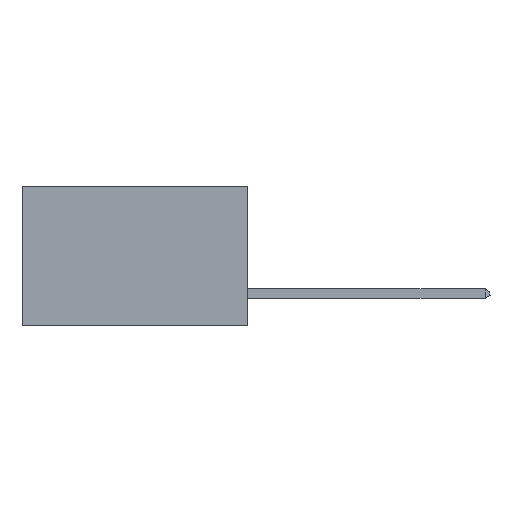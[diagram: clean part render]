
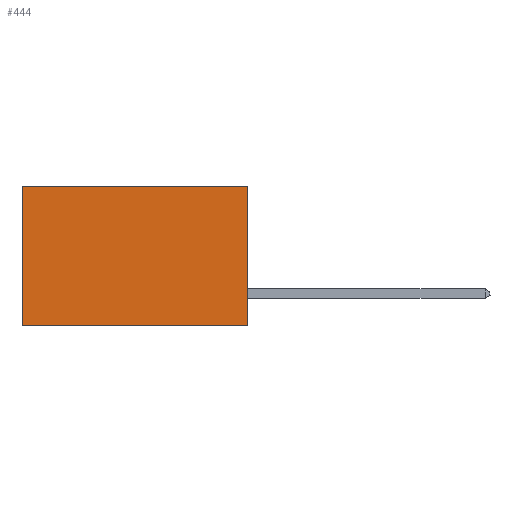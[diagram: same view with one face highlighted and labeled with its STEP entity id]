
A CAD part, left-side view. The second image highlights one B-rep face of the part: STEP entity #444.
In plain terms, the highlighted planar face has unit normal (-1, 0, 0).
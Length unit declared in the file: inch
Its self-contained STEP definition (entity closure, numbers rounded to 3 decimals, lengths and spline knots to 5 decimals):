
#356 = LINE ( 'NONE', #3468, #8430 ) ;
#444 = ADVANCED_FACE ( 'NONE', ( #2153 ), #9854, .F. ) ;
#545 = VERTEX_POINT ( 'NONE', #8309 ) ;
#966 = VECTOR ( 'NONE', #9546, 39.37008 ) ;
#1541 = EDGE_CURVE ( 'NONE', #545, #5828, #4711, .T. ) ;
#1727 = DIRECTION ( 'NONE',  ( 0., 1., 0. ) ) ;
#2153 = FACE_OUTER_BOUND ( 'NONE', #7077, .T. ) ;
#2295 = DIRECTION ( 'NONE',  ( 0., 0., -1. ) ) ;
#2413 = DIRECTION ( 'NONE',  ( 0., 0., -1. ) ) ;
#2621 = DIRECTION ( 'NONE',  ( 0., 1., 0. ) ) ;
#2959 = ORIENTED_EDGE ( 'NONE', *, *, #1541, .F. ) ;
#3018 = VECTOR ( 'NONE', #2295, 39.37008 ) ;
#3468 = CARTESIAN_POINT ( 'NONE',  ( 0.298, 0., 0. ) ) ;
#3685 = VERTEX_POINT ( 'NONE', #8632 ) ;
#3831 = ORIENTED_EDGE ( 'NONE', *, *, #9021, .T. ) ;
#3862 = EDGE_CURVE ( 'NONE', #5828, #3685, #7672, .T. ) ;
#4175 = ORIENTED_EDGE ( 'NONE', *, *, #3862, .F. ) ;
#4252 = VERTEX_POINT ( 'NONE', #9511 ) ;
#4430 = CARTESIAN_POINT ( 'NONE',  ( 0.298, 0., 0. ) ) ;
#4711 = LINE ( 'NONE', #8004, #966 ) ;
#5471 = CARTESIAN_POINT ( 'NONE',  ( 0.298, 0., -0.37 ) ) ;
#5711 = AXIS2_PLACEMENT_3D ( 'NONE', #4430, #6272, #2413 ) ;
#5828 = VERTEX_POINT ( 'NONE', #5471 ) ;
#6122 = EDGE_CURVE ( 'NONE', #545, #4252, #356, .T. ) ;
#6272 = DIRECTION ( 'NONE',  ( 1., 0., 0. ) ) ;
#7077 = EDGE_LOOP ( 'NONE', ( #3831, #4175, #2959, #7193 ) ) ;
#7193 = ORIENTED_EDGE ( 'NONE', *, *, #6122, .T. ) ;
#7491 = LINE ( 'NONE', #8681, #3018 ) ;
#7672 = LINE ( 'NONE', #10812, #11743 ) ;
#8004 = CARTESIAN_POINT ( 'NONE',  ( 0.298, 0., 0. ) ) ;
#8309 = CARTESIAN_POINT ( 'NONE',  ( 0.298, 0., 0. ) ) ;
#8430 = VECTOR ( 'NONE', #2621, 39.37008 ) ;
#8632 = CARTESIAN_POINT ( 'NONE',  ( 0.298, 0.6, -0.37 ) ) ;
#8681 = CARTESIAN_POINT ( 'NONE',  ( 0.298, 0.6, 0. ) ) ;
#9021 = EDGE_CURVE ( 'NONE', #4252, #3685, #7491, .T. ) ;
#9511 = CARTESIAN_POINT ( 'NONE',  ( 0.298, 0.6, 0. ) ) ;
#9546 = DIRECTION ( 'NONE',  ( 0., 0., -1. ) ) ;
#9854 = PLANE ( 'NONE',  #5711 ) ;
#10812 = CARTESIAN_POINT ( 'NONE',  ( 0.298, 0., -0.37 ) ) ;
#11743 = VECTOR ( 'NONE', #1727, 39.37008 ) ;
